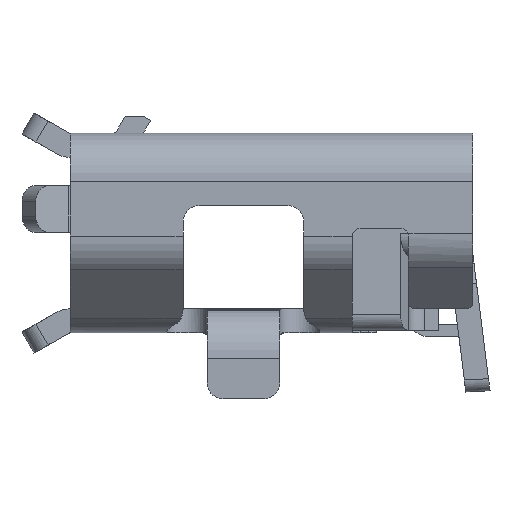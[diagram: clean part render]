
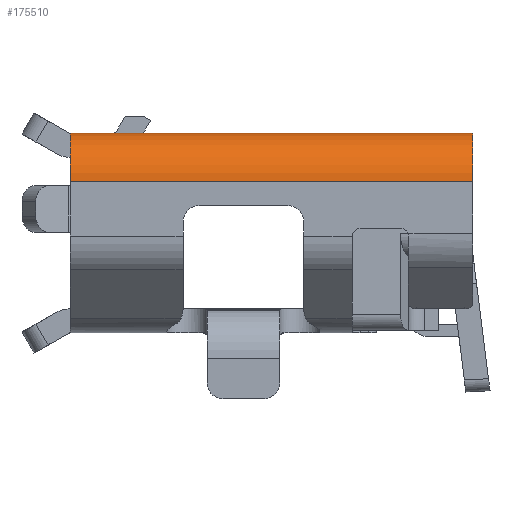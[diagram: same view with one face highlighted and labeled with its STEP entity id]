
A CAD part, left-side view. The second image highlights one B-rep face of the part: STEP entity #175510.
In plain terms, the highlighted cylindrical face has radius 0.6 mm (diameter 1.2 mm), a partial arc.
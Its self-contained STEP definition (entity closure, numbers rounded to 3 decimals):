
#3640=CARTESIAN_POINT('',(-3.16,-3.25,2.53));
#3650=VERTEX_POINT('',#3640);
#3680=CARTESIAN_POINT('',(-3.16,-3.25,2.53));
#3690=DIRECTION('',(0.,1.,0.));
#3700=VECTOR('',#3690,1.);
#3710=LINE('',#3680,#3700);
#3720=CARTESIAN_POINT('',(-3.16,1.75,2.53));
#3730=VERTEX_POINT('',#3720);
#3740=EDGE_CURVE('',#3650,#3730,#3710,.T.);
#42570=CARTESIAN_POINT('',(-3.76,-3.25,1.93));
#42580=VERTEX_POINT('',#42570);
#42610=CARTESIAN_POINT('',(-3.16,-3.25,1.93));
#42620=DIRECTION('',(0.,-1.,0.));
#42630=DIRECTION('',(0.,0.,1.));
#42640=AXIS2_PLACEMENT_3D('',#42610,#42620,#42630);
#42650=CIRCLE('',#42640,0.6);
#42660=EDGE_CURVE('',#3650,#42580,#42650,.T.);
#47600=CARTESIAN_POINT('',(-3.76,1.75,1.93));
#47610=VERTEX_POINT('',#47600);
#47640=CARTESIAN_POINT('',(-3.76,1.75,1.93));
#47650=DIRECTION('',(0.,-1.,0.));
#47660=VECTOR('',#47650,1.);
#47670=LINE('',#47640,#47660);
#47680=EDGE_CURVE('',#47610,#42580,#47670,.T.);
#50900=CARTESIAN_POINT('',(-3.16,1.75,1.93));
#50910=DIRECTION('',(0.,1.,0.));
#50920=DIRECTION('',(-1.,0.,0.));
#50930=AXIS2_PLACEMENT_3D('',#50900,#50910,#50920);
#50940=CIRCLE('',#50930,0.6);
#50950=EDGE_CURVE('',#47610,#3730,#50940,.T.);
#175400=CARTESIAN_POINT('',(-3.16,-2.094,1.93));
#175410=DIRECTION('',(0.,-1.,0.));
#175420=DIRECTION('',(-1.,0.,0.));
#175430=AXIS2_PLACEMENT_3D('',#175400,#175410,#175420);
#175440=CYLINDRICAL_SURFACE('',#175430,0.6);
#175450=ORIENTED_EDGE('',*,*,#50950,.F.);
#175460=ORIENTED_EDGE('',*,*,#3740,.T.);
#175470=ORIENTED_EDGE('',*,*,#42660,.F.);
#175480=ORIENTED_EDGE('',*,*,#47680,.T.);
#175490=EDGE_LOOP('',(#175480,#175470,#175460,#175450));
#175500=FACE_OUTER_BOUND('',#175490,.T.);
#175510=ADVANCED_FACE('',(#175500),#175440,.T.);
